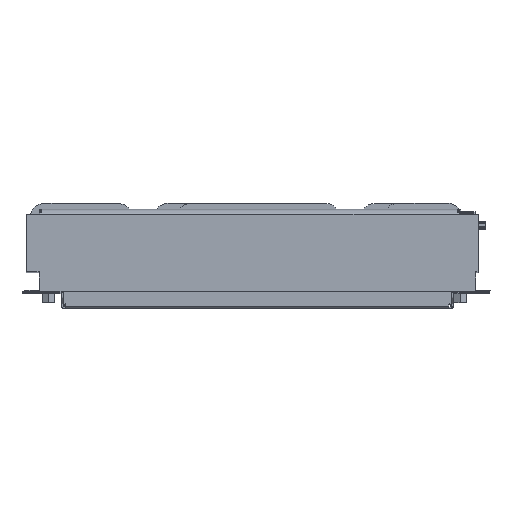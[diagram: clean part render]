
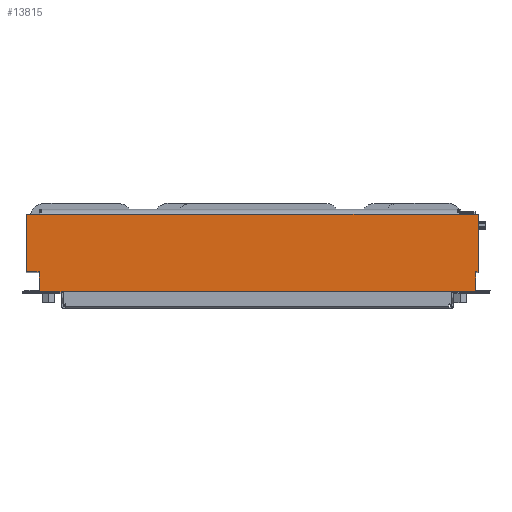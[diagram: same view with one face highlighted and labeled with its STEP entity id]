
A CAD part, top view. The second image highlights one B-rep face of the part: STEP entity #13815.
In plain terms, the highlighted planar face has unit normal (0, 0, 1).
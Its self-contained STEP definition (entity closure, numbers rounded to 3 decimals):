
#1725=FACE_OUTER_BOUND('',#2511,.T.);
#2511=EDGE_LOOP('',(#11930,#11931,#11932,#11933,#11934,#11935,#11936,#11937,
#11938,#11939));
#3438=LINE('',#19329,#4306);
#3452=LINE('',#19367,#4320);
#3476=LINE('',#19420,#4344);
#3876=LINE('',#28342,#4744);
#3878=LINE('',#28348,#4746);
#3881=LINE('',#28354,#4749);
#3884=LINE('',#28360,#4752);
#3887=LINE('',#28365,#4755);
#3889=LINE('',#28368,#4757);
#3891=LINE('',#28371,#4759);
#4306=VECTOR('',#15617,35.5);
#4320=VECTOR('',#15645,636.6);
#4344=VECTOR('',#15677,32.1);
#4744=VECTOR('',#18119,4.3);
#4746=VECTOR('',#18123,20.5);
#4749=VECTOR('',#18128,93.);
#4752=VECTOR('',#18133,732.);
#4755=VECTOR('',#18138,93.);
#4757=VECTOR('',#18142,32.1);
#4759=VECTOR('',#18146,35.1);
#5180=VERTEX_POINT('',#19326);
#5181=VERTEX_POINT('',#19328);
#5198=VERTEX_POINT('',#19365);
#5222=VERTEX_POINT('',#19417);
#5223=VERTEX_POINT('',#19419);
#6228=VERTEX_POINT('',#28340);
#6229=VERTEX_POINT('',#28344);
#6231=VERTEX_POINT('',#28347);
#6233=VERTEX_POINT('',#28353);
#6235=VERTEX_POINT('',#28359);
#6633=EDGE_CURVE('',#5180,#5181,#3438,.T.);
#6653=EDGE_CURVE('',#5180,#5198,#3452,.T.);
#6679=EDGE_CURVE('',#5223,#5222,#3476,.T.);
#8184=EDGE_CURVE('',#5222,#6228,#3876,.T.);
#8186=EDGE_CURVE('',#6231,#6229,#3878,.T.);
#8189=EDGE_CURVE('',#6228,#6233,#3881,.T.);
#8192=EDGE_CURVE('',#6233,#6235,#3884,.T.);
#8195=EDGE_CURVE('',#6235,#6231,#3887,.T.);
#8197=EDGE_CURVE('',#6229,#5181,#3889,.T.);
#8199=EDGE_CURVE('',#5223,#5198,#3891,.T.);
#11930=ORIENTED_EDGE('',*,*,#8197,.T.);
#11931=ORIENTED_EDGE('',*,*,#6633,.F.);
#11932=ORIENTED_EDGE('',*,*,#6653,.T.);
#11933=ORIENTED_EDGE('',*,*,#8199,.F.);
#11934=ORIENTED_EDGE('',*,*,#6679,.T.);
#11935=ORIENTED_EDGE('',*,*,#8184,.T.);
#11936=ORIENTED_EDGE('',*,*,#8189,.T.);
#11937=ORIENTED_EDGE('',*,*,#8192,.T.);
#11938=ORIENTED_EDGE('',*,*,#8195,.T.);
#11939=ORIENTED_EDGE('',*,*,#8186,.T.);
#13132=PLANE('',#15097);
#13815=ADVANCED_FACE('',(#1725),#13132,.T.);
#15097=AXIS2_PLACEMENT_3D('',#28370,#18144,#18145);
#15617=DIRECTION('',(-1.,0.,0.));
#15645=DIRECTION('',(1.,0.,0.));
#15677=DIRECTION('',(0.,1.,0.));
#18119=DIRECTION('',(1.,0.,0.));
#18123=DIRECTION('',(1.,0.,0.));
#18128=DIRECTION('',(0.,1.,0.));
#18133=DIRECTION('',(-1.,0.,0.));
#18138=DIRECTION('',(0.,-1.,0.));
#18142=DIRECTION('',(0.,-1.,0.));
#18144=DIRECTION('center_axis',(0.,0.,1.));
#18145=DIRECTION('ref_axis',(1.,0.,0.));
#18146=DIRECTION('',(-1.,0.,0.));
#19326=CARTESIAN_POINT('',(-403.867,-164.061,596.592));
#19328=CARTESIAN_POINT('',(-439.367,-164.061,596.592));
#19329=CARTESIAN_POINT('',(-244.817,-164.061,596.592));
#19365=CARTESIAN_POINT('',(232.733,-164.061,596.592));
#19367=CARTESIAN_POINT('',(-439.367,-164.061,596.592));
#19417=CARTESIAN_POINT('',(267.833,-131.961,596.592));
#19419=CARTESIAN_POINT('',(267.833,-164.061,596.592));
#19420=CARTESIAN_POINT('',(267.833,-164.061,596.592));
#28340=CARTESIAN_POINT('',(272.133,-131.961,596.592));
#28342=CARTESIAN_POINT('',(-459.867,-131.961,596.592));
#28344=CARTESIAN_POINT('',(-439.367,-131.961,596.592));
#28347=CARTESIAN_POINT('',(-459.867,-131.961,596.592));
#28348=CARTESIAN_POINT('',(-459.867,-131.961,596.592));
#28353=CARTESIAN_POINT('',(272.133,-38.961,596.592));
#28354=CARTESIAN_POINT('',(272.133,-131.961,596.592));
#28359=CARTESIAN_POINT('',(-459.867,-38.961,596.592));
#28360=CARTESIAN_POINT('',(272.133,-38.961,596.592));
#28365=CARTESIAN_POINT('',(-459.867,-38.961,596.592));
#28368=CARTESIAN_POINT('',(-439.367,-131.961,596.592));
#28370=CARTESIAN_POINT('Origin',(-85.767,-148.011,596.592));
#28371=CARTESIAN_POINT('',(102.583,-164.061,596.592));
